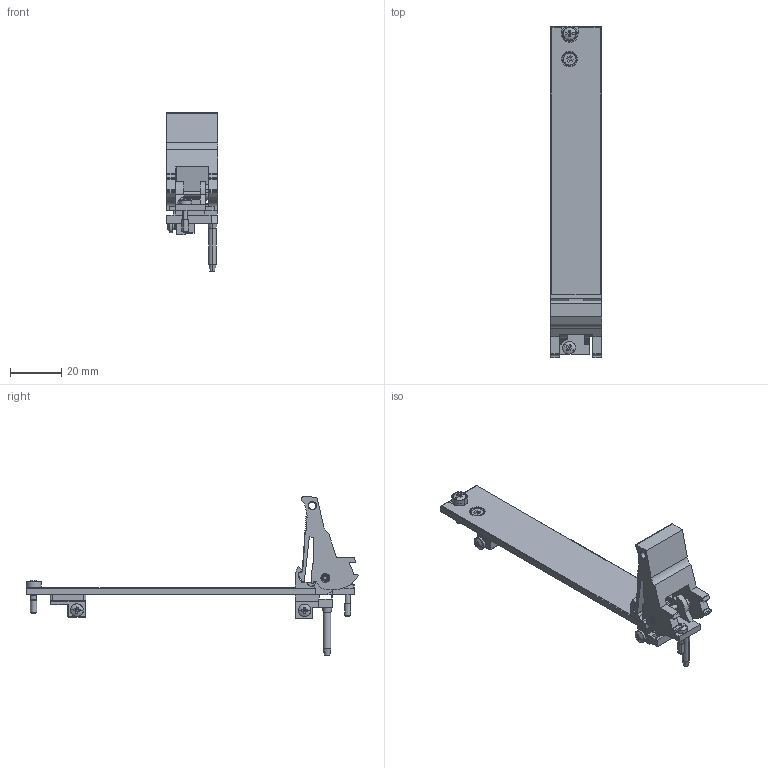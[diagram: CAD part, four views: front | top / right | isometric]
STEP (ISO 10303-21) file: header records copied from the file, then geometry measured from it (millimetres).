
FILE_DESCRIPTION (( 'STEP AP214' ), '1' );
FILE_NAME ('40-943-001 PXI FRONT PANEL KIT 1-SLOT.STEP', '2015-06-12T08:35:54', ( 'admin' ), ( 'Hewlett-Packard Company' ), 'SwSTEP 2.0', 'SolidWorks 2014', '' );
FILE_SCHEMA (( 'AUTOMOTIVE_DESIGN' ));
Length unit declared in the file: millimetre
Products named in the file (17): C-FX-025 Pcb Mounting Bracket; Z-FX-2001 FP Fixing - Bush + Screw; C-BK-026 Bush Front Panel Mounting; C-FX-042 Screw M2.5x6 CSK Pozi_M 2.5x06 - C-FX-042; C-FX-101 M2.5x6mm Pan Head Cross Recess Screw_ISO_ISO 7045 - M2.5 x 6 - Z --- 6N; C-FX-165 CPCI Ejector Handle; L-FX-165 PXI Handle Label; P-FX-017 M2,5 Collar Posi-Slot Screw; C-FX-165 Handle Pin; C-FX-165 Handle Finger; C-FX-165 Handle Body; A-FP-470 PXI FP + Label Assy; L-FP-470 PXI 1 SLT FP Label Assy; L-FP-470-# PXI 1 Slot FP Label; C-FP-470 PXI Proto FP 1-slot; C-BP-015 PXI 3U x 1 Slot Blank Panel; 40-943-001 PXI FRONT PANEL KIT 1-SLOT
Assembly tree (18 placements, depth 4):
  40-943-001 PXI FRONT PANEL KIT 1-SLOT
    A-FP-470 PXI FP + Label Assy
      C-FP-470 PXI Proto FP 1-slot
        C-BP-015 PXI 3U x 1 Slot Blank Panel
      L-FP-470 PXI 1 SLT FP Label Assy
        L-FP-470-# PXI 1 Slot FP Label
    C-FX-165 CPCI Ejector Handle
      C-FX-165 Handle Body
      C-FX-165 Handle Finger
      C-FX-165 Handle Pin
      P-FX-017 M2,5 Collar Posi-Slot Screw
      L-FX-165 PXI Handle Label
    C-FX-101 M2.5x6mm Pan Head Cross Recess Screw_ISO_ISO 7045 - M2.5 x 6 - Z --- 6N  x2
    C-FX-042 Screw M2.5x6 CSK Pozi_M 2.5x06 - C-FX-042
    Z-FX-2001 FP Fixing - Bush + Screw
      C-BK-026 Bush Front Panel Mounting
      P-FX-017 M2,5 Collar Posi-Slot Screw
    C-FX-025 Pcb Mounting Bracket
Bounding box: 20 x 129.67 x 61.88 mm (x, y, z)
Volume: 13383.8 mm3; surface area: 17841.7 mm2
Topology: 12 solids, 31 shells, 810 faces, 2148 edges, 1368 vertices
Faces by surface type: plane 348, cylinder 276, cone 152, torus 21, sphere 13
Entity records: 22137 total; most frequent: DIRECTION 3758, CARTESIAN_POINT 3684, ORIENTED_EDGE 3502, EDGE_CURVE 1753, AXIS2_PLACEMENT_3D 1348, VERTEX_POINT 1126, VECTOR 1062, LINE 1062
